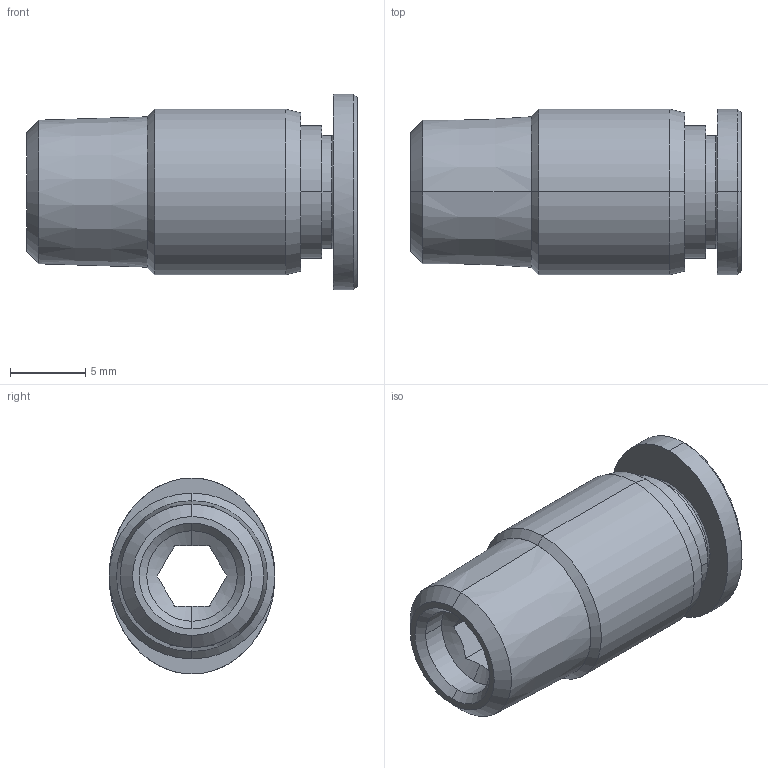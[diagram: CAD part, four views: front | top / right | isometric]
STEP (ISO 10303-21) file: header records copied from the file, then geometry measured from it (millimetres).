
FILE_DESCRIPTION (( 'STEP AP214' ), '1' );
FILE_NAME ('POC06-01.stp', '2015-10-16T09:09:46', ( '' ), ( '' ), 'SwSTEP 2.0', 'SolidWorks 2015', '' );
FILE_SCHEMA (( 'AUTOMOTIVE_DESIGN' ));
Length unit declared in the file: millimetre
Products named in the file (2): POC06-01; ｦ+ﾃｦ1
Assembly tree (1 placements, depth 2):
  POC06-01
    ｦ+ﾃｦ1
Bounding box: 21.95 x 11 x 13 mm (x, y, z)
Volume: 1250.6 mm3; surface area: 1361.2 mm2
Topology: 1 solids, 1 shells, 242 faces, 665 edges, 440 vertices
Faces by surface type: plane 177, bspline 32, cylinder 19, cone 14
Entity records: 9098 total; most frequent: CARTESIAN_POINT 2889, ORIENTED_EDGE 1330, DIRECTION 1061, EDGE_CURVE 665, LINE 525, VECTOR 525, VERTEX_POINT 440, AXIS2_PLACEMENT_3D 268
